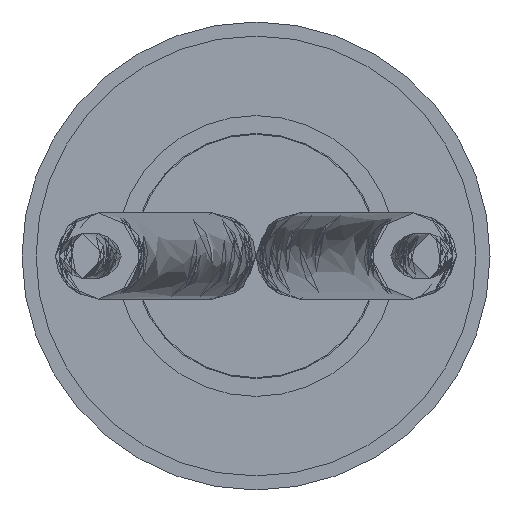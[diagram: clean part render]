
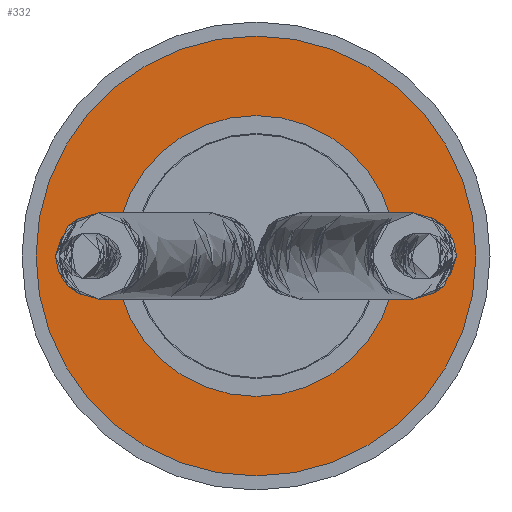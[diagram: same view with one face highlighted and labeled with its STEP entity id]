
A CAD part, left-side view. The second image highlights one B-rep face of the part: STEP entity #332.
In plain terms, the highlighted planar face has unit normal (-1, 0, 0).
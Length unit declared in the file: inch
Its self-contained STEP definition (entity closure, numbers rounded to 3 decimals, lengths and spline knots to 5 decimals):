
#18 = AXIS2_PLACEMENT_3D ( 'NONE', #272, #1131, #368 ) ;
#39 = VERTEX_POINT ( 'NONE', #1213 ) ;
#49 = CARTESIAN_POINT ( 'NONE',  ( -24.046, -0.1175, 0. ) ) ;
#96 = CARTESIAN_POINT ( 'NONE',  ( -24.046, 0., 0. ) ) ;
#112 = EDGE_LOOP ( 'NONE', ( #791, #997 ) ) ;
#145 = DIRECTION ( 'NONE',  ( 1., 0., 0. ) ) ;
#200 = FACE_BOUND ( 'NONE', #559, .T. ) ;
#243 = DIRECTION ( 'NONE',  ( 0., -1., 0. ) ) ;
#272 = CARTESIAN_POINT ( 'NONE',  ( -24.046, 0., 0. ) ) ;
#299 = EDGE_CURVE ( 'NONE', #327, #487, #300, .T. ) ;
#300 = CIRCLE ( 'NONE', #631, 0.0575 ) ;
#327 = VERTEX_POINT ( 'NONE', #955 ) ;
#332 = ADVANCED_FACE ( 'NONE', ( #200, #365 ), #755, .T. ) ;
#333 = DIRECTION ( 'NONE',  ( 1., 0., 0. ) ) ;
#354 = VERTEX_POINT ( 'NONE', #49 ) ;
#359 = EDGE_CURVE ( 'NONE', #39, #354, #1054, .T. ) ;
#365 = FACE_OUTER_BOUND ( 'NONE', #112, .T. ) ;
#368 = DIRECTION ( 'NONE',  ( 0., 1., 0. ) ) ;
#466 = DIRECTION ( 'NONE',  ( 1., 0., 0. ) ) ;
#474 = ORIENTED_EDGE ( 'NONE', *, *, #299, .T. ) ;
#486 = CARTESIAN_POINT ( 'NONE',  ( -24.046, 0., 0. ) ) ;
#487 = VERTEX_POINT ( 'NONE', #735 ) ;
#549 = ORIENTED_EDGE ( 'NONE', *, *, #1113, .T. ) ;
#559 = EDGE_LOOP ( 'NONE', ( #549, #474 ) ) ;
#575 = DIRECTION ( 'NONE',  ( 1., 0., 0. ) ) ;
#613 = AXIS2_PLACEMENT_3D ( 'NONE', #1090, #333, #243 ) ;
#631 = AXIS2_PLACEMENT_3D ( 'NONE', #486, #466, #1045 ) ;
#735 = CARTESIAN_POINT ( 'NONE',  ( -24.046, -0.0575, 0. ) ) ;
#755 = PLANE ( 'NONE',  #18 ) ;
#771 = CIRCLE ( 'NONE', #613, 0.0575 ) ;
#789 = DIRECTION ( 'NONE',  ( 0., -1., 0. ) ) ;
#791 = ORIENTED_EDGE ( 'NONE', *, *, #908, .F. ) ;
#817 = AXIS2_PLACEMENT_3D ( 'NONE', #96, #575, #1225 ) ;
#888 = CARTESIAN_POINT ( 'NONE',  ( -24.046, 0., 0. ) ) ;
#908 = EDGE_CURVE ( 'NONE', #354, #39, #1033, .T. ) ;
#955 = CARTESIAN_POINT ( 'NONE',  ( -24.046, 0.0575, 0. ) ) ;
#997 = ORIENTED_EDGE ( 'NONE', *, *, #359, .F. ) ;
#1033 = CIRCLE ( 'NONE', #817, 0.1175 ) ;
#1045 = DIRECTION ( 'NONE',  ( 0., -1., 0. ) ) ;
#1054 = CIRCLE ( 'NONE', #1067, 0.1175 ) ;
#1067 = AXIS2_PLACEMENT_3D ( 'NONE', #888, #145, #789 ) ;
#1090 = CARTESIAN_POINT ( 'NONE',  ( -24.046, 0., 0. ) ) ;
#1113 = EDGE_CURVE ( 'NONE', #487, #327, #771, .T. ) ;
#1131 = DIRECTION ( 'NONE',  ( -1., 0., 0. ) ) ;
#1213 = CARTESIAN_POINT ( 'NONE',  ( -24.046, 0.1175, 0. ) ) ;
#1225 = DIRECTION ( 'NONE',  ( 0., -1., 0. ) ) ;
